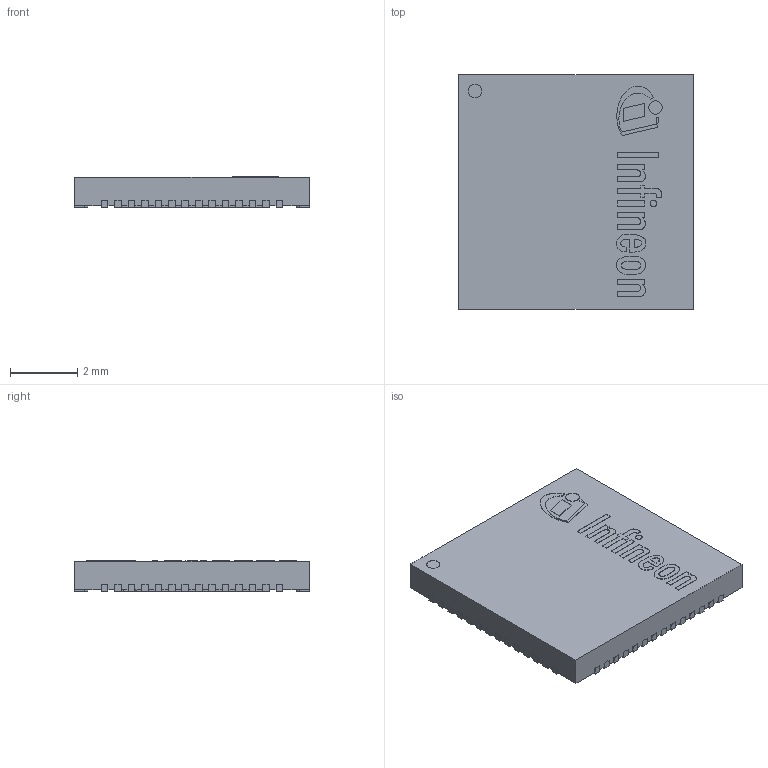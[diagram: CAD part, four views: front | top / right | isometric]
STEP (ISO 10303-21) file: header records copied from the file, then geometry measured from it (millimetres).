
FILE_DESCRIPTION(/* description */ (''),/* implementation_level */ '2;1');
FILE_NAME(/* name */ 'PG-VQFN-56-6_Z8B00183744_V01_3D.stp',/* time_stamp */ '2019-03-19T16:14:48+06:00',/* author */ ('janartha'),/* organization */ (''),/* preprocessor_version */ 'ST-DEVELOPER v16.13',/* originating_system */ 'AutoCAD Mechanical',/* authorisation */ '');
FILE_SCHEMA (('AUTOMOTIVE_DESIGN { 1 0 10303 214 3 1 1 }'));
Length unit declared in the file: millimetre
Products named in the file (1): Product
Bounding box: 7 x 7 x 0.91 mm (x, y, z)
Volume: 42.7 mm3; surface area: 202.8 mm2
Topology: 71 solids, 71 shells, 721 faces, 1732 edges, 1155 vertices
Faces by surface type: plane 567, cylinder 126, bspline 28
Full cylindrical faces by diameter (mm): 0.201 x1, 0.4 x2, 0.403 x1
Entity records: 20875 total; most frequent: CARTESIAN_POINT 4055, ORIENTED_EDGE 3454, DIRECTION 3311, EDGE_CURVE 1727, LINE 1419, VECTOR 1419, VERTEX_POINT 1154, AXIS2_PLACEMENT_3D 946
